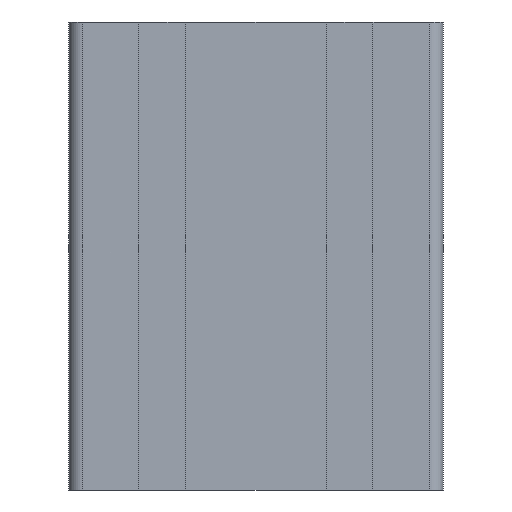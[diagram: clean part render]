
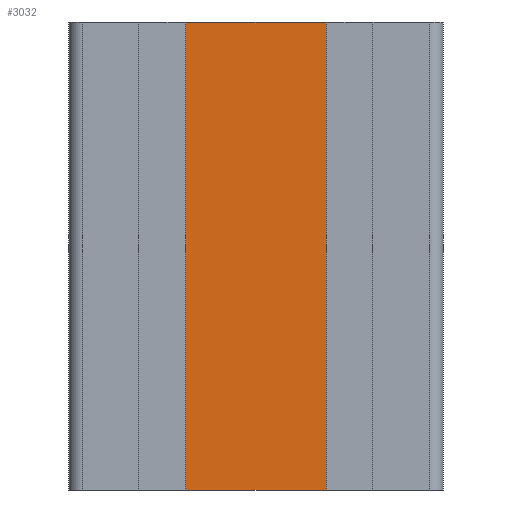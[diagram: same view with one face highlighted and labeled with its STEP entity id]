
A CAD part, front view. The second image highlights one B-rep face of the part: STEP entity #3032.
In plain terms, the highlighted planar face has unit normal (0, -1, 0).
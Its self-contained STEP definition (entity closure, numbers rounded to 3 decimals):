
#94=PLANE('',#3240);
#234=FACE_OUTER_BOUND('',#384,.T.);
#384=EDGE_LOOP('',(#2373,#2374,#2375,#2376));
#493=LINE('',#4228,#873);
#681=LINE('',#4669,#1061);
#683=LINE('',#4672,#1063);
#684=LINE('',#4673,#1064);
#873=VECTOR('',#3409,10.);
#1061=VECTOR('',#3807,10.);
#1063=VECTOR('',#3811,10.);
#1064=VECTOR('',#3812,10.);
#1319=VERTEX_POINT('',#4225);
#1320=VERTEX_POINT('',#4227);
#1467=VERTEX_POINT('',#4666);
#1468=VERTEX_POINT('',#4668);
#1625=EDGE_CURVE('',#1320,#1319,#493,.T.);
#1845=EDGE_CURVE('',#1467,#1468,#681,.T.);
#1847=EDGE_CURVE('',#1467,#1320,#683,.T.);
#1848=EDGE_CURVE('',#1468,#1319,#684,.T.);
#2373=ORIENTED_EDGE('',*,*,#1845,.F.);
#2374=ORIENTED_EDGE('',*,*,#1847,.T.);
#2375=ORIENTED_EDGE('',*,*,#1625,.T.);
#2376=ORIENTED_EDGE('',*,*,#1848,.F.);
#3032=ADVANCED_FACE('',(#234),#94,.F.);
#3240=AXIS2_PLACEMENT_3D('',#4671,#3809,#3810);
#3409=DIRECTION('',(0.,0.,1.));
#3807=DIRECTION('',(0.,0.,1.));
#3809=DIRECTION('center_axis',(0.,1.,0.));
#3810=DIRECTION('ref_axis',(-1.,0.,0.));
#3811=DIRECTION('',(1.,0.,0.));
#3812=DIRECTION('',(1.,0.,0.));
#4225=CARTESIAN_POINT('',(15.,-20.,50.));
#4227=CARTESIAN_POINT('',(15.,-20.,-50.));
#4228=CARTESIAN_POINT('',(15.,-20.,0.));
#4666=CARTESIAN_POINT('',(-15.,-20.,-50.));
#4668=CARTESIAN_POINT('',(-15.,-20.,50.));
#4669=CARTESIAN_POINT('',(-15.,-20.,0.));
#4671=CARTESIAN_POINT('Origin',(0.,-20.,0.));
#4672=CARTESIAN_POINT('',(-15.,-20.,-50.));
#4673=CARTESIAN_POINT('',(15.,-20.,50.));
